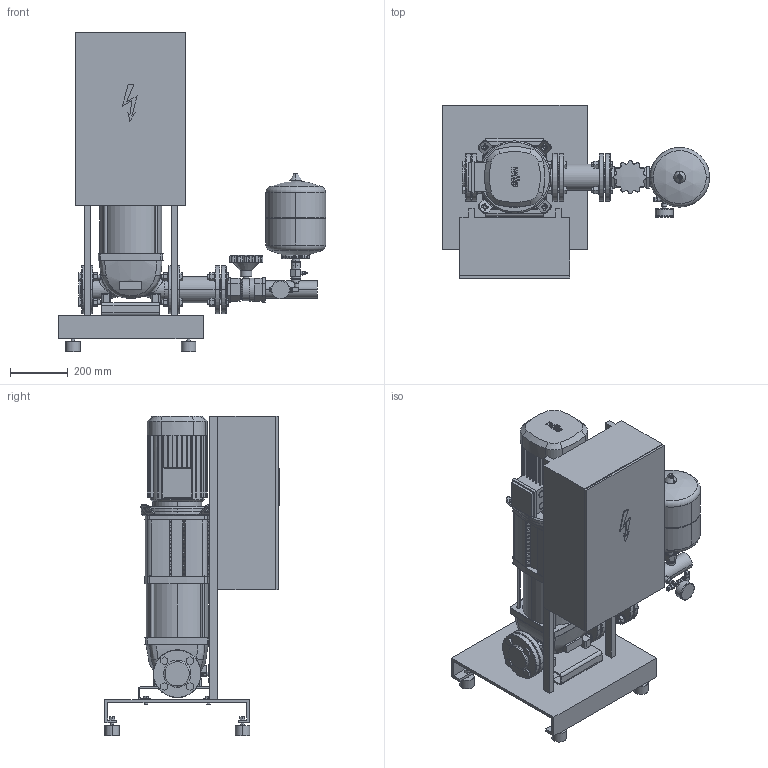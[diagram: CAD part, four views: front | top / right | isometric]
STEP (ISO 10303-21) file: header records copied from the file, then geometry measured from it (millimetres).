
FILE_DESCRIPTION((''),'2;1');
FILE_NAME('3d_CO-1HelixV2204_K_CE+-2530175.stp','2016-01-25T11:56:24',(''),(''),'Mechanical Desktop 2009','Mechanical Desktop 2009',', , ');
FILE_SCHEMA(('CONFIG_CONTROL_DESIGN'));
Length unit declared in the file: millimetre
Products named in the file (1): Product
Bounding box: 923 x 602 x 1105 mm (x, y, z)
Volume: 95904908.5 mm3; surface area: 4621009.9 mm2
Topology: 58 solids, 58 shells, 2045 faces, 5152 edges, 3346 vertices
Faces by surface type: plane 760, bspline 593, cylinder 481, cone 110, torus 98, sphere 3
Entity records: 70870 total; most frequent: CARTESIAN_POINT 22027, ORIENTED_EDGE 10304, DIRECTION 9612, EDGE_CURVE 5152, VERTEX_POINT 3346, AXIS2_PLACEMENT_3D 3271, VECTOR 3070, LINE 3070
